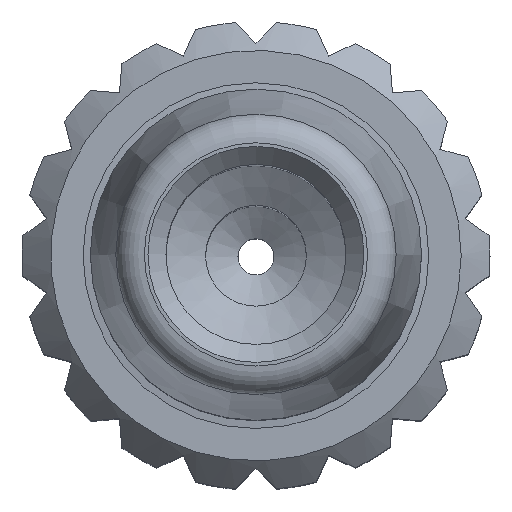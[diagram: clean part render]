
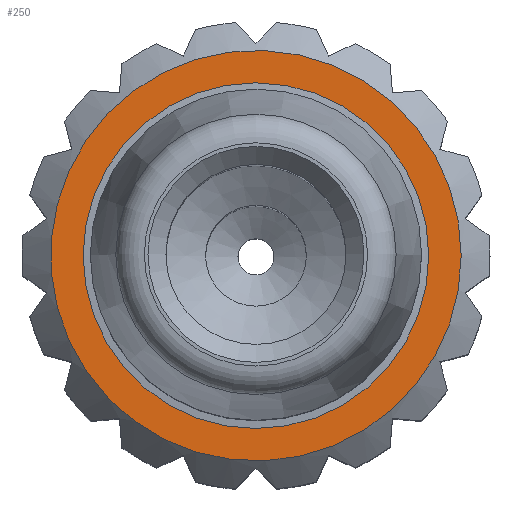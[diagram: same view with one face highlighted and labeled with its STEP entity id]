
A CAD part, top view. The second image highlights one B-rep face of the part: STEP entity #250.
In plain terms, the highlighted planar face has unit normal (0, 0, 1).
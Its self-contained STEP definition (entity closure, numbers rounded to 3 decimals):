
#129=PLANE('',#1453);
#173=FACE_BOUND('',#416,.T.);
#174=FACE_BOUND('',#417,.T.);
#250=ADVANCED_FACE('',(#173,#174),#129,.T.);
#416=EDGE_LOOP('',(#649));
#417=EDGE_LOOP('',(#650));
#548=CIRCLE('',#1451,2.85);
#549=CIRCLE('',#1452,2.4);
#649=ORIENTED_EDGE('',*,*,#1168,.T.);
#650=ORIENTED_EDGE('',*,*,#1169,.T.);
#1031=VERTEX_POINT('',#2066);
#1032=VERTEX_POINT('',#2068);
#1168=EDGE_CURVE('',#1031,#1031,#548,.T.);
#1169=EDGE_CURVE('',#1032,#1032,#549,.T.);
#1451=AXIS2_PLACEMENT_3D('',#2065,#1695,#1696);
#1452=AXIS2_PLACEMENT_3D('',#2067,#1697,#1698);
#1453=AXIS2_PLACEMENT_3D('',#2069,#1699,#1700);
#1695=DIRECTION('',(0.,0.,1.));
#1696=DIRECTION('',(1.,0.,0.));
#1697=DIRECTION('',(0.,0.,-1.));
#1698=DIRECTION('',(1.,0.,0.));
#1699=DIRECTION('',(0.,0.,1.));
#1700=DIRECTION('',(1.,0.,0.));
#2065=CARTESIAN_POINT('',(0.,0.,10.));
#2066=CARTESIAN_POINT('',(2.85,0.,10.));
#2067=CARTESIAN_POINT('',(0.,0.,10.));
#2068=CARTESIAN_POINT('',(2.4,0.,10.));
#2069=CARTESIAN_POINT('',(0.,0.,10.));
